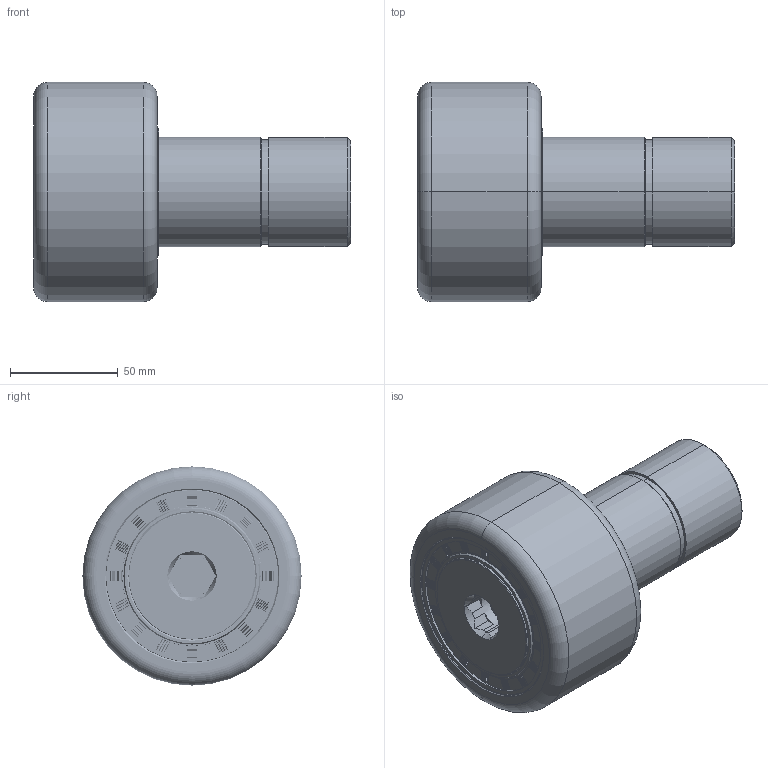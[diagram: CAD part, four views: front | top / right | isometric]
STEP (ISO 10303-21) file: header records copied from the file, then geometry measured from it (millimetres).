
FILE_DESCRIPTION (( 'STEP AP203' ), '1' );
FILE_NAME ('PCI HPDC-4.00 (800-323-0966).STEP', '2019-11-15T18:10:12', ( '' ), ( '' ), 'SwSTEP 2.0', 'SolidWorks 2016', '' );
FILE_SCHEMA (( 'CONFIG_CONTROL_DESIGN' ));
Length unit declared in the file: inch
Products named in the file (6): PCI_4740_Stud; PCI_CB12X21_Bearing; PCI_4040_RollerBody; PCI_VG60X80X3_Seal; PCI HPDC-4.00 (800-323-0966); PCI_4640_ClampRing
Assembly tree (39 placements, depth 2):
  PCI HPDC-4.00 (800-323-0966)
    PCI_4040_RollerBody
    PCI_4740_Stud
    PCI_4640_ClampRing
    PCI_CB12X21_Bearing  x34
    PCI_VG60X80X3_Seal  x2
Bounding box: 146.96 x 101.6 x 101.6 mm (x, y, z)
Volume: 588656.8 mm3; surface area: 120560.2 mm2
Topology: 39 solids, 39 shells, 2504 faces, 5866 edges, 3747 vertices
Faces by surface type: plane 2020, torus 288, cylinder 120, cone 76
Entity records: 34130 total; most frequent: CARTESIAN_POINT 5781, ORIENTED_EDGE 5448, DIRECTION 5370, EDGE_CURVE 2724, LINE 2394, VECTOR 2394, VERTEX_POINT 1767, AXIS2_PLACEMENT_3D 1488
